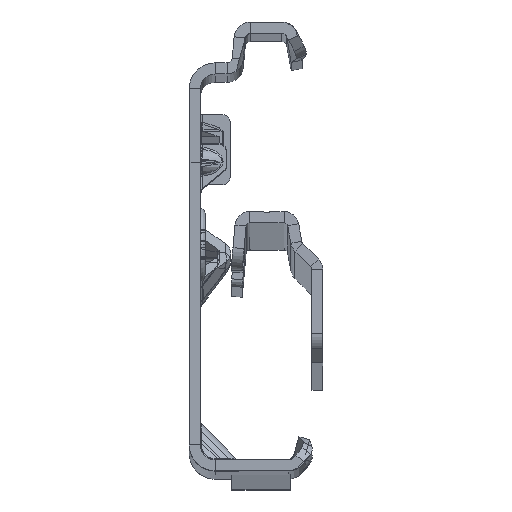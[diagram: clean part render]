
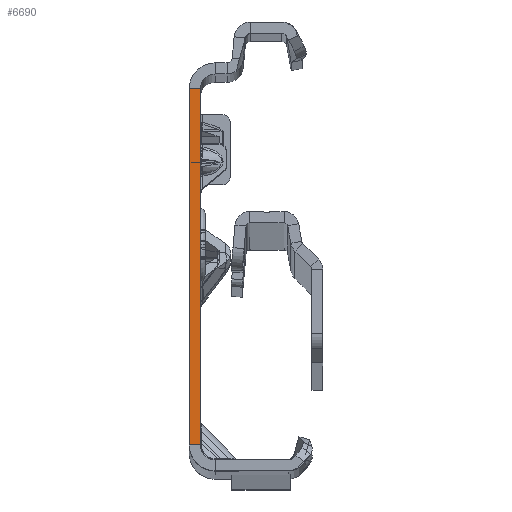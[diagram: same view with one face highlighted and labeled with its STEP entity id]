
A CAD part, top view. The second image highlights one B-rep face of the part: STEP entity #6690.
In plain terms, the highlighted planar face has unit normal (0, 0, 1).
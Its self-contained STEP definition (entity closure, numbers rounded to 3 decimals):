
#762 = LINE ( 'NONE', #45745, #8655 ) ;
#3749 = ORIENTED_EDGE ( 'NONE', *, *, #10809, .T. ) ;
#4750 = DIRECTION ( 'NONE',  ( 0., -1., 0. ) ) ;
#6192 = DIRECTION ( 'NONE',  ( -1., 0., 0. ) ) ;
#6690 = ADVANCED_FACE ( 'NONE', ( #53697 ), #52887, .T. ) ;
#8655 = VECTOR ( 'NONE', #42612, 1000. ) ;
#8871 = EDGE_CURVE ( 'NONE', #19036, #21097, #18979, .T. ) ;
#9807 = EDGE_LOOP ( 'NONE', ( #31078, #42664, #3749, #18537 ) ) ;
#10336 = LINE ( 'NONE', #27170, #28334 ) ;
#10669 = DIRECTION ( 'NONE',  ( -1., 0., 0. ) ) ;
#10809 = EDGE_CURVE ( 'NONE', #41806, #21097, #762, .T. ) ;
#15608 = CARTESIAN_POINT ( 'NONE',  ( 0., 22.135, 0. ) ) ;
#15881 = CARTESIAN_POINT ( 'NONE',  ( -1.5, 22.135, 0. ) ) ;
#16190 = CARTESIAN_POINT ( 'NONE',  ( 0., -25.865, 0. ) ) ;
#18537 = ORIENTED_EDGE ( 'NONE', *, *, #8871, .F. ) ;
#18979 = LINE ( 'NONE', #28045, #38659 ) ;
#19036 = VERTEX_POINT ( 'NONE', #16190 ) ;
#19333 = CARTESIAN_POINT ( 'NONE',  ( -1.5, -27.865, 0. ) ) ;
#21097 = VERTEX_POINT ( 'NONE', #46222 ) ;
#25726 = LINE ( 'NONE', #42696, #44995 ) ;
#27170 = CARTESIAN_POINT ( 'NONE',  ( 0., 22.135, 0. ) ) ;
#27849 = DIRECTION ( 'NONE',  ( 0., 0., 1. ) ) ;
#28045 = CARTESIAN_POINT ( 'NONE',  ( 0., -25.865, 0. ) ) ;
#28334 = VECTOR ( 'NONE', #6192, 1000. ) ;
#28897 = EDGE_CURVE ( 'NONE', #33010, #19036, #25726, .T. ) ;
#31078 = ORIENTED_EDGE ( 'NONE', *, *, #28897, .F. ) ;
#33010 = VERTEX_POINT ( 'NONE', #15608 ) ;
#38659 = VECTOR ( 'NONE', #10669, 1000. ) ;
#41806 = VERTEX_POINT ( 'NONE', #15881 ) ;
#42612 = DIRECTION ( 'NONE',  ( 0., -1., 0. ) ) ;
#42664 = ORIENTED_EDGE ( 'NONE', *, *, #54514, .T. ) ;
#42696 = CARTESIAN_POINT ( 'NONE',  ( 0., -27.865, 0. ) ) ;
#44409 = AXIS2_PLACEMENT_3D ( 'NONE', #19333, #27849, #44821 ) ;
#44821 = DIRECTION ( 'NONE',  ( 1., 0., 0. ) ) ;
#44995 = VECTOR ( 'NONE', #4750, 1000. ) ;
#45745 = CARTESIAN_POINT ( 'NONE',  ( -1.5, -27.865, 0. ) ) ;
#46222 = CARTESIAN_POINT ( 'NONE',  ( -1.5, -25.865, 0. ) ) ;
#52887 = PLANE ( 'NONE',  #44409 ) ;
#53697 = FACE_OUTER_BOUND ( 'NONE', #9807, .T. ) ;
#54514 = EDGE_CURVE ( 'NONE', #33010, #41806, #10336, .T. ) ;
